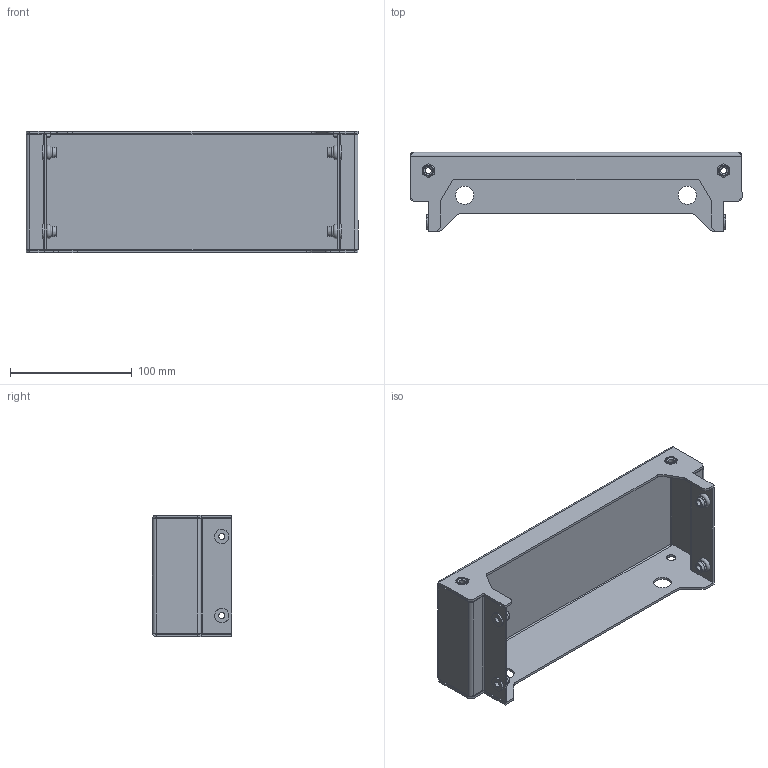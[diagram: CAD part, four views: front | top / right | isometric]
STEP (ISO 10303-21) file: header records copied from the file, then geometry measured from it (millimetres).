
FILE_DESCRIPTION (( 'STEP AP214' ), '1' );
FILE_NAME ('TI-00D-PCS-010-030 TITAN Ïàíåëü öîêîëÿ ÙÌÏ áîêîâàÿ 100õ300 (2øò_êîìïë) IEK.STEP', '2024-01-31T08:16:20', ( '' ), ( '' ), 'SwSTEP 2.0', 'SolidWorks 2022', '' );
FILE_SCHEMA (( 'AUTOMOTIVE_DESIGN' ));
Length unit declared in the file: millimetre
Products named in the file (4): КИВА 240.04.11-15_-30 (глубина 300); TI-00D-PCS-010-030 TITAN Панель цоколя ЩМП боковая 100х300 (2шт_компл) IEK; Гайка ГОСТ 5915_М 6; Заклёпка резьбовая_Заклёпка резьбовая М6
Assembly tree (7 placements, depth 2):
  TI-00D-PCS-010-030 TITAN Панель цоколя ЩМП боковая 100х300 (2шт_компл) IEK
    КИВА 240.04.11-15_-30 (глубина 300)
    Заклёпка резьбовая_Заклёпка резьбовая М6  x4
    Гайка ГОСТ 5915_М 6  x2
Bounding box: 273 x 65 x 100 mm (x, y, z)
Volume: 124293.7 mm3; surface area: 128247.3 mm2
Topology: 7 solids, 7 shells, 236 faces, 550 edges, 340 vertices
Faces by surface type: plane 122, cylinder 70, cone 24, torus 16, bspline 4
Entity records: 5302 total; most frequent: CARTESIAN_POINT 1131, DIRECTION 834, ORIENTED_EDGE 808, EDGE_CURVE 404, AXIS2_PLACEMENT_3D 287, VECTOR 260, LINE 260, VERTEX_POINT 246
